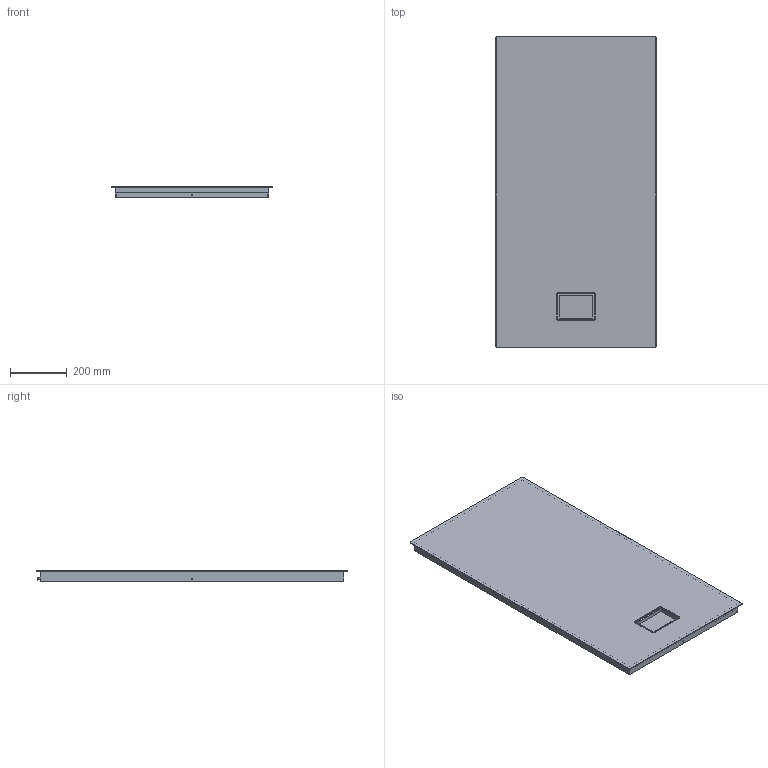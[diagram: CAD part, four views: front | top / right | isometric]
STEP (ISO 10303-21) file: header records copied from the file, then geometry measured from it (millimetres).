
FILE_DESCRIPTION(('Creo Elements/Direct Modeling STEP Export'),'2;1');
FILE_NAME('WS-75-UPGA_Unterputz-Glas-Abdeckung.stp','2020-02-18T18:37:16',(''),(''),'PTC Creo Elements/Direct Modeling STEP processor for AP214 (Solid Model)','PTC Creo Elements/Direct Modeling 19.0C 15-Aug-2015 (C) Parametric Technology GmbH','');
FILE_SCHEMA(('AUTOMOTIVE_DESIGN { 1 0 10303 214 1 1 1 1 }'));
Length unit declared in the file: millimetre
Products named in the file (2): WS-75-UPGA_Unterputz-Glas-Abdeckung
Assembly tree (1 placements, depth 2):
  WS-75-UPGA_Unterputz-Glas-Abdeckung
    WS-75-UPGA_Unterputz-Glas-Abdeckung
Bounding box: 566 x 1098 x 37.5 mm (x, y, z)
Volume: 14858871.7 mm3; surface area: 1424220.6 mm2
Topology: 1 solids, 1 shells, 104 faces, 262 edges, 166 vertices
Faces by surface type: plane 40, cylinder 38, torus 14, cone 8, sphere 4
Entity records: 3294 total; most frequent: DIRECTION 530, CARTESIAN_POINT 527, ORIENTED_EDGE 516, EDGE_CURVE 258, AXIS2_PLACEMENT_3D 201, VERTEX_POINT 166, VECTOR 128, LINE 128
